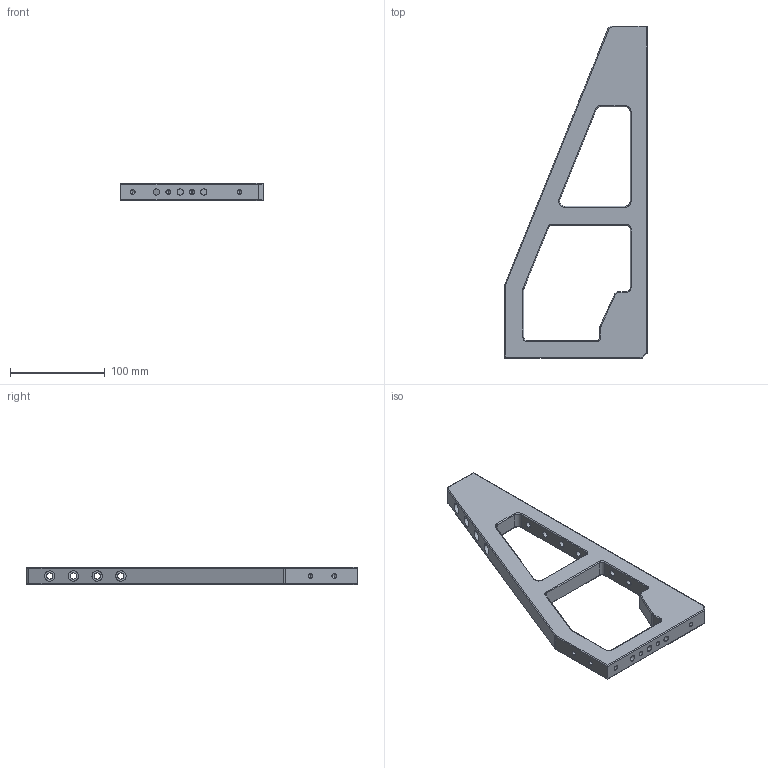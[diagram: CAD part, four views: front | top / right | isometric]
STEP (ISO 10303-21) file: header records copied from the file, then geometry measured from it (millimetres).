
FILE_DESCRIPTION (( 'STEP AP214' ), '1' );
FILE_NAME ('VBT1535M.STEP', '2018-02-09T02:36:30', ( '' ), ( '' ), 'SwSTEP 2.0', 'SolidWorks 2016', '' );
FILE_SCHEMA (( 'AUTOMOTIVE_DESIGN' ));
Length unit declared in the file: millimetre
Products named in the file (2): U-F1-VBT1535-1M-DP; VBT1535M
Assembly tree (1 placements, depth 2):
  VBT1535M
    U-F1-VBT1535-1M-DP
Bounding box: 150 x 350 x 18 mm (x, y, z)
Volume: 338925.2 mm3; surface area: 80819.2 mm2
Topology: 1 solids, 1 shells, 190 faces, 463 edges, 264 vertices
Faces by surface type: cylinder 111, cone 28, torus 28, plane 23
Entity records: 5793 total; most frequent: DIRECTION 1029, CARTESIAN_POINT 947, ORIENTED_EDGE 870, EDGE_CURVE 435, AXIS2_PLACEMENT_3D 418, VERTEX_POINT 264, EDGE_LOOP 237, CIRCLE 224
